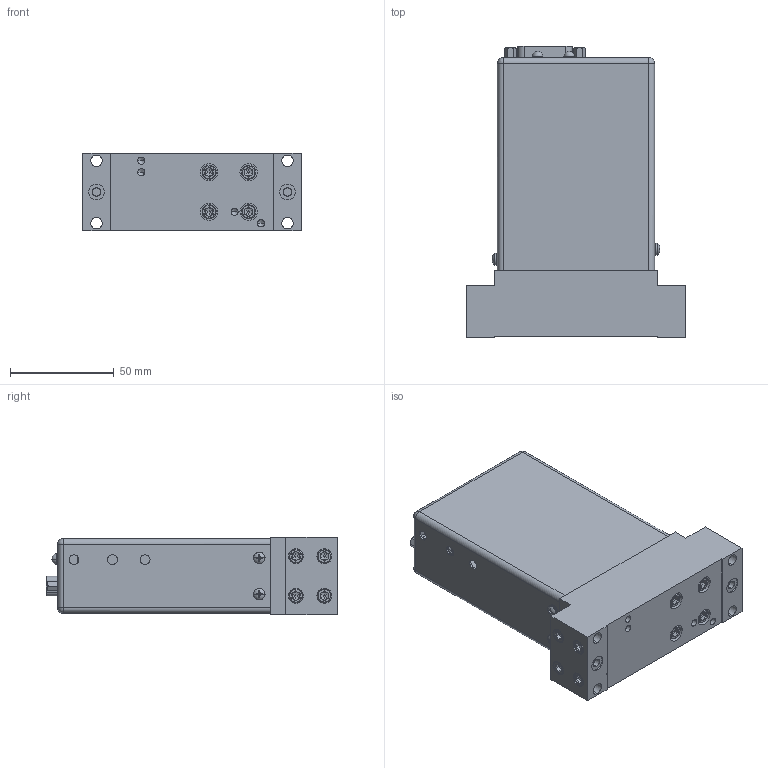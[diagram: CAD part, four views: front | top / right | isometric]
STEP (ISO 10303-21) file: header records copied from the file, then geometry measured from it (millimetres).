
FILE_DESCRIPTION((''),'2;1');
FILE_NAME('640AXXXC1XX2X','2009-03-09T',('CockrofM'),('MKS Instruments, Inc.'),'PRO/ENGINEER BY PARAMETRIC TECHNOLOGY CORPORATION, 2005030','PRO/ENGINEER BY PARAMETRIC TECHNOLOGY CORPORATION, 2005030','');
FILE_SCHEMA(('CONFIG_CONTROL_DESIGN'));
Length unit declared in the file: inch
Products named in the file (1): 640AXXXC1XX2X
Bounding box: 105.16 x 140.26 x 37.49 mm (x, y, z)
Volume: 145316.8 mm3; surface area: 83060.6 mm2
Topology: 13 solids, 21 shells, 1733 faces, 4223 edges, 2472 vertices
Faces by surface type: plane 893, cylinder 480, bspline 152, cone 110, torus 78, sphere 20
Entity records: 56942 total; most frequent: CARTESIAN_POINT 17653, ORIENTED_EDGE 8094, DIRECTION 7933, EDGE_CURVE 4047, AXIS2_PLACEMENT_3D 2713, VERTEX_POINT 2548, VECTOR 2507, LINE 2507
